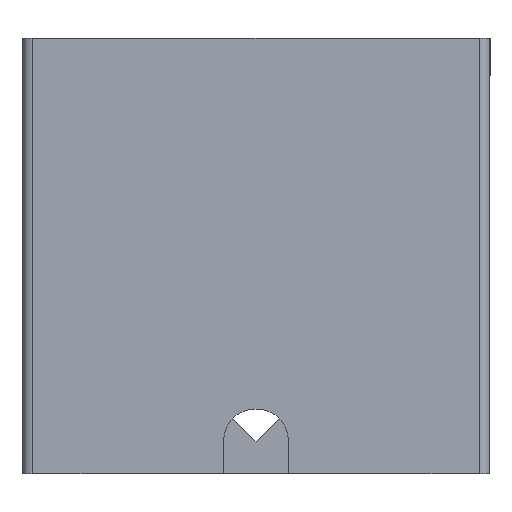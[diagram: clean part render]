
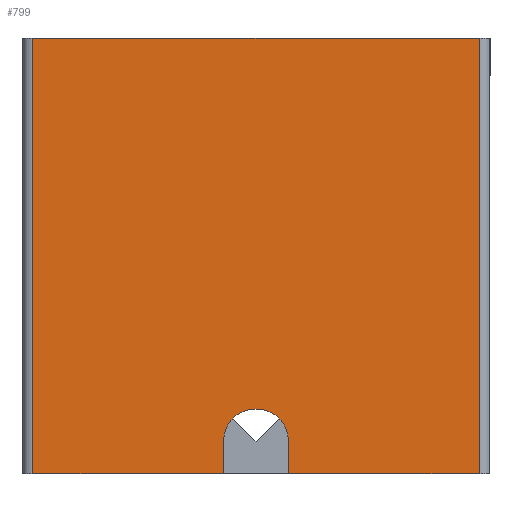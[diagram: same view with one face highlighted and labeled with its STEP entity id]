
A CAD part, left-side view. The second image highlights one B-rep face of the part: STEP entity #799.
In plain terms, the highlighted planar face has unit normal (-1, 0, 0).
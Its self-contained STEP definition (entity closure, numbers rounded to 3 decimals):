
#176 = EDGE_CURVE('',#177,#179,#181,.T.);
#177 = VERTEX_POINT('',#178);
#178 = CARTESIAN_POINT('',(19.5,1.5,40.45));
#179 = VERTEX_POINT('',#180);
#180 = CARTESIAN_POINT('',(19.5,42.95,40.45));
#181 = LINE('',#182,#183);
#182 = CARTESIAN_POINT('',(19.5,0.5,40.45));
#183 = VECTOR('',#184,1.);
#184 = DIRECTION('',(0.,1.,0.));
#799 = ADVANCED_FACE('',(#800),#875,.T.);
#800 = FACE_BOUND('',#801,.T.);
#801 = EDGE_LOOP('',(#802,#803,#811,#819,#827,#836,#844,#853,#861,#869)
  );
#802 = ORIENTED_EDGE('',*,*,#176,.T.);
#803 = ORIENTED_EDGE('',*,*,#804,.F.);
#804 = EDGE_CURVE('',#805,#179,#807,.T.);
#805 = VERTEX_POINT('',#806);
#806 = CARTESIAN_POINT('',(19.5,42.95,0.));
#807 = LINE('',#808,#809);
#808 = CARTESIAN_POINT('',(19.5,42.95,0.));
#809 = VECTOR('',#810,1.);
#810 = DIRECTION('',(0.,0.,1.));
#811 = ORIENTED_EDGE('',*,*,#812,.F.);
#812 = EDGE_CURVE('',#813,#805,#815,.T.);
#813 = VERTEX_POINT('',#814);
#814 = CARTESIAN_POINT('',(19.5,25.225,0.));
#815 = LINE('',#816,#817);
#816 = CARTESIAN_POINT('',(19.5,0.5,0.));
#817 = VECTOR('',#818,1.);
#818 = DIRECTION('',(0.,1.,0.));
#819 = ORIENTED_EDGE('',*,*,#820,.T.);
#820 = EDGE_CURVE('',#813,#821,#823,.T.);
#821 = VERTEX_POINT('',#822);
#822 = CARTESIAN_POINT('',(19.5,25.225,3.1));
#823 = LINE('',#824,#825);
#824 = CARTESIAN_POINT('',(19.5,25.225,0.));
#825 = VECTOR('',#826,1.);
#826 = DIRECTION('',(0.,0.,1.));
#827 = ORIENTED_EDGE('',*,*,#828,.T.);
#828 = EDGE_CURVE('',#821,#829,#831,.T.);
#829 = VERTEX_POINT('',#830);
#830 = CARTESIAN_POINT('',(19.5,22.325,6.));
#831 = CIRCLE('',#832,2.9);
#832 = AXIS2_PLACEMENT_3D('',#833,#834,#835);
#833 = CARTESIAN_POINT('',(19.5,22.325,3.1));
#834 = DIRECTION('',(1.,0.,-0.));
#835 = DIRECTION('',(0.,0.,1.));
#836 = ORIENTED_EDGE('',*,*,#837,.F.);
#837 = EDGE_CURVE('',#838,#829,#840,.T.);
#838 = VERTEX_POINT('',#839);
#839 = CARTESIAN_POINT('',(19.5,22.125,6.));
#840 = LINE('',#841,#842);
#841 = CARTESIAN_POINT('',(19.5,19.225,6.));
#842 = VECTOR('',#843,1.);
#843 = DIRECTION('',(0.,1.,0.));
#844 = ORIENTED_EDGE('',*,*,#845,.F.);
#845 = EDGE_CURVE('',#846,#838,#848,.T.);
#846 = VERTEX_POINT('',#847);
#847 = CARTESIAN_POINT('',(19.5,19.225,3.1));
#848 = CIRCLE('',#849,2.9);
#849 = AXIS2_PLACEMENT_3D('',#850,#851,#852);
#850 = CARTESIAN_POINT('',(19.5,22.125,3.1));
#851 = DIRECTION('',(-1.,0.,0.));
#852 = DIRECTION('',(0.,0.,1.));
#853 = ORIENTED_EDGE('',*,*,#854,.F.);
#854 = EDGE_CURVE('',#855,#846,#857,.T.);
#855 = VERTEX_POINT('',#856);
#856 = CARTESIAN_POINT('',(19.5,19.225,0.));
#857 = LINE('',#858,#859);
#858 = CARTESIAN_POINT('',(19.5,19.225,0.));
#859 = VECTOR('',#860,1.);
#860 = DIRECTION('',(0.,0.,1.));
#861 = ORIENTED_EDGE('',*,*,#862,.F.);
#862 = EDGE_CURVE('',#863,#855,#865,.T.);
#863 = VERTEX_POINT('',#864);
#864 = CARTESIAN_POINT('',(19.5,1.5,0.));
#865 = LINE('',#866,#867);
#866 = CARTESIAN_POINT('',(19.5,0.5,0.));
#867 = VECTOR('',#868,1.);
#868 = DIRECTION('',(0.,1.,0.));
#869 = ORIENTED_EDGE('',*,*,#870,.T.);
#870 = EDGE_CURVE('',#863,#177,#871,.T.);
#871 = LINE('',#872,#873);
#872 = CARTESIAN_POINT('',(19.5,1.5,0.));
#873 = VECTOR('',#874,1.);
#874 = DIRECTION('',(0.,0.,1.));
#875 = PLANE('',#876);
#876 = AXIS2_PLACEMENT_3D('',#877,#878,#879);
#877 = CARTESIAN_POINT('',(19.5,22.225,19.444));
#878 = DIRECTION('',(-1.,-0.,-0.));
#879 = DIRECTION('',(0.,0.,-1.));
